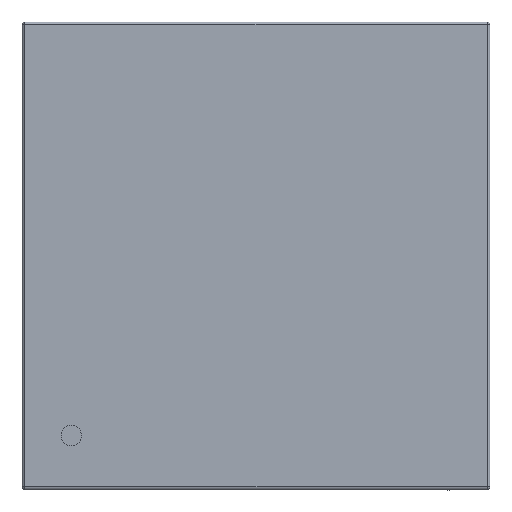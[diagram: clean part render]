
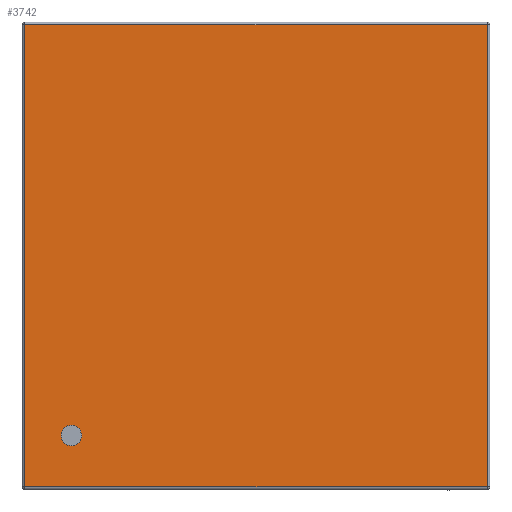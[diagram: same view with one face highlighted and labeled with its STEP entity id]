
A CAD part, top view. The second image highlights one B-rep face of the part: STEP entity #3742.
In plain terms, the highlighted planar face has unit normal (0, 0, 1).
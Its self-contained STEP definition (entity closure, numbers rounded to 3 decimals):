
#3536 = VERTEX_POINT ( 'NONE', #16676 ) ;
#3549 = VERTEX_POINT ( 'NONE', #16707 ) ;
#3681 = VERTEX_POINT ( 'NONE', #16778 ) ;
#3694 = VERTEX_POINT ( 'NONE', #16843 ) ;
#3739 = EDGE_CURVE ( 'NONE', #3681, #3694, #16905, .T. ) ;
#3742 = ADVANCED_FACE ( 'NONE', ( #16901, #16900 ), #16943, .T. ) ;
#3743 = EDGE_LOOP ( 'NONE', ( #3744, #3745, #3796, #3797 ) ) ;
#3744 = ORIENTED_EDGE ( 'NONE', *, *, #3757, .T. ) ;
#3745 = ORIENTED_EDGE ( 'NONE', *, *, #3739, .T. ) ;
#3748 = EDGE_CURVE ( 'NONE', #3536, #3549, #16942, .T. ) ;
#3757 = EDGE_CURVE ( 'NONE', #3549, #3681, #16969, .T. ) ;
#3762 = EDGE_CURVE ( 'NONE', #32346, #32268, #16964, .T. ) ;
#3767 = EDGE_CURVE ( 'NONE', #3694, #3536, #16993, .T. ) ;
#3796 = ORIENTED_EDGE ( 'NONE', *, *, #3767, .T. ) ;
#3797 = ORIENTED_EDGE ( 'NONE', *, *, #3748, .T. ) ;
#3798 = EDGE_LOOP ( 'NONE', ( #3799, #3800 ) ) ;
#3799 = ORIENTED_EDGE ( 'NONE', *, *, #32267, .T. ) ;
#3800 = ORIENTED_EDGE ( 'NONE', *, *, #3762, .T. ) ;
#16676 = CARTESIAN_POINT ( 'NONE',  ( 3.95, 3.95, 1. ) ) ;
#16707 = CARTESIAN_POINT ( 'NONE',  ( -3.95, 3.95, 1. ) ) ;
#16778 = CARTESIAN_POINT ( 'NONE',  ( -3.95, -3.95, 1. ) ) ;
#16843 = CARTESIAN_POINT ( 'NONE',  ( 3.95, -3.95, 1. ) ) ;
#16900 = FACE_BOUND ( 'NONE', #3798, .T. ) ;
#16901 = FACE_OUTER_BOUND ( 'NONE', #3743, .T. ) ;
#16902 = DIRECTION ( 'NONE',  ( 1., 0., 0. ) ) ;
#16903 = VECTOR ( 'NONE', #16902, 1000. ) ;
#16904 = CARTESIAN_POINT ( 'NONE',  ( -4., -3.95, 1. ) ) ;
#16905 = LINE ( 'NONE', #16904, #16903 ) ;
#16934 = DIRECTION ( 'NONE',  ( -1., 0., 0. ) ) ;
#16935 = VECTOR ( 'NONE', #16934, 1000. ) ;
#16936 = CARTESIAN_POINT ( 'NONE',  ( -4., 3.95, 1. ) ) ;
#16938 = DIRECTION ( 'NONE',  ( 1., 0., 0. ) ) ;
#16939 = DIRECTION ( 'NONE',  ( 0., 0., 1. ) ) ;
#16940 = CARTESIAN_POINT ( 'NONE',  ( -4., -4., 1. ) ) ;
#16941 = AXIS2_PLACEMENT_3D ( 'NONE', #16940, #16939, #16938 ) ;
#16942 = LINE ( 'NONE', #16936, #16935 ) ;
#16943 = PLANE ( 'NONE',  #16941 ) ;
#16960 = DIRECTION ( 'NONE',  ( 1., 0., 0. ) ) ;
#16961 = DIRECTION ( 'NONE',  ( 0., 0., -1. ) ) ;
#16962 = CARTESIAN_POINT ( 'NONE',  ( -3.156, -3.071, 1. ) ) ;
#16963 = AXIS2_PLACEMENT_3D ( 'NONE', #16962, #16961, #16960 ) ;
#16964 = CIRCLE ( 'NONE', #16963, 0.175 ) ;
#16966 = DIRECTION ( 'NONE',  ( 0., -1., 0. ) ) ;
#16967 = VECTOR ( 'NONE', #16966, 1000. ) ;
#16968 = CARTESIAN_POINT ( 'NONE',  ( -3.95, -4., 1. ) ) ;
#16969 = LINE ( 'NONE', #16968, #16967 ) ;
#16990 = DIRECTION ( 'NONE',  ( 0., 1., 0. ) ) ;
#16991 = VECTOR ( 'NONE', #16990, 1000. ) ;
#16992 = CARTESIAN_POINT ( 'NONE',  ( 3.95, -4., 1. ) ) ;
#16993 = LINE ( 'NONE', #16992, #16991 ) ;
#26718 = CARTESIAN_POINT ( 'NONE',  ( -2.982, -3.071, 1. ) ) ;
#26719 = DIRECTION ( 'NONE',  ( 1., 0., 0. ) ) ;
#26720 = DIRECTION ( 'NONE',  ( 0., 0., -1. ) ) ;
#26721 = CARTESIAN_POINT ( 'NONE',  ( -3.156, -3.071, 1. ) ) ;
#26722 = AXIS2_PLACEMENT_3D ( 'NONE', #26721, #26720, #26719 ) ;
#26723 = CIRCLE ( 'NONE', #26722, 0.175 ) ;
#27025 = CARTESIAN_POINT ( 'NONE',  ( -3.331, -3.071, 1. ) ) ;
#32267 = EDGE_CURVE ( 'NONE', #32268, #32346, #26723, .T. ) ;
#32268 = VERTEX_POINT ( 'NONE', #26718 ) ;
#32346 = VERTEX_POINT ( 'NONE', #27025 ) ;
